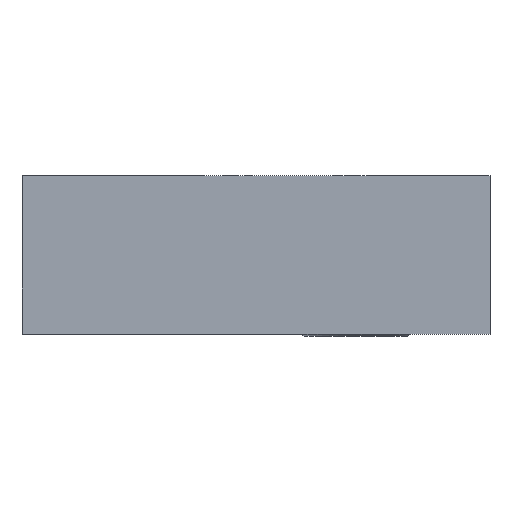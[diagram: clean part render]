
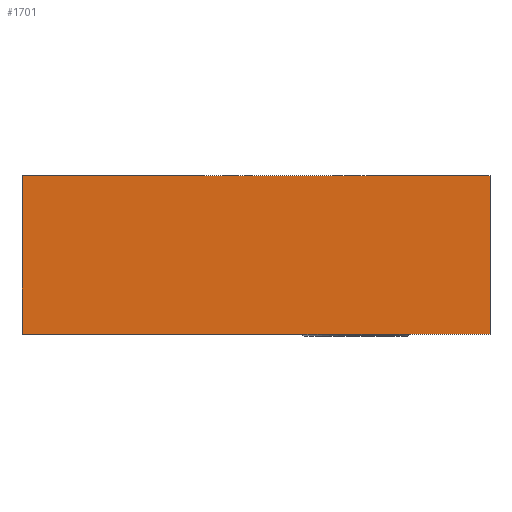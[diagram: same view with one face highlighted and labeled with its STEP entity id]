
A CAD part, left-side view. The second image highlights one B-rep face of the part: STEP entity #1701.
In plain terms, the highlighted planar face has unit normal (-1, 0, 0).
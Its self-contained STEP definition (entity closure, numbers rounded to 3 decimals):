
#1021 = AXIS2_PLACEMENT_3D ( 'NONE', #9997, #4398, #17777 ) ;
#1701 = ADVANCED_FACE ( 'NONE', ( #3573 ), #18895, .F. ) ;
#2749 = DIRECTION ( 'NONE',  ( 0., -1., 0. ) ) ;
#2764 = DIRECTION ( 'NONE',  ( 0., -1., 0. ) ) ;
#3257 = DIRECTION ( 'NONE',  ( 0., 0., 1. ) ) ;
#3573 = FACE_OUTER_BOUND ( 'NONE', #5447, .T. ) ;
#3656 = CARTESIAN_POINT ( 'NONE',  ( -38., 54., 18.3 ) ) ;
#4316 = CARTESIAN_POINT ( 'NONE',  ( -38., -54., 18.3 ) ) ;
#4398 = DIRECTION ( 'NONE',  ( 1., 0., 0. ) ) ;
#5447 = EDGE_LOOP ( 'NONE', ( #9489, #9433, #5822, #6606 ) ) ;
#5541 = VERTEX_POINT ( 'NONE', #3656 ) ;
#5822 = ORIENTED_EDGE ( 'NONE', *, *, #17314, .F. ) ;
#6435 = CARTESIAN_POINT ( 'NONE',  ( -38., 54., -18.3 ) ) ;
#6606 = ORIENTED_EDGE ( 'NONE', *, *, #7070, .T. ) ;
#7070 = EDGE_CURVE ( 'NONE', #9087, #18792, #12803, .T. ) ;
#8566 = CARTESIAN_POINT ( 'NONE',  ( -38., 54., 18.3 ) ) ;
#9087 = VERTEX_POINT ( 'NONE', #6435 ) ;
#9433 = ORIENTED_EDGE ( 'NONE', *, *, #17324, .F. ) ;
#9489 = ORIENTED_EDGE ( 'NONE', *, *, #15473, .T. ) ;
#9925 = VERTEX_POINT ( 'NONE', #4316 ) ;
#9997 = CARTESIAN_POINT ( 'NONE',  ( -38., 54., -18.3 ) ) ;
#10611 = CARTESIAN_POINT ( 'NONE',  ( -38., -54., -18.3 ) ) ;
#12104 = VECTOR ( 'NONE', #18988, 1000. ) ;
#12803 = LINE ( 'NONE', #14347, #17661 ) ;
#13108 = VECTOR ( 'NONE', #3257, 1000. ) ;
#14347 = CARTESIAN_POINT ( 'NONE',  ( -38., 54., -18.3 ) ) ;
#15473 = EDGE_CURVE ( 'NONE', #18792, #9925, #17981, .T. ) ;
#16068 = LINE ( 'NONE', #18744, #12104 ) ;
#16503 = VECTOR ( 'NONE', #2749, 1000. ) ;
#17314 = EDGE_CURVE ( 'NONE', #9087, #5541, #16068, .T. ) ;
#17324 = EDGE_CURVE ( 'NONE', #5541, #9925, #18621, .T. ) ;
#17661 = VECTOR ( 'NONE', #2764, 1000. ) ;
#17777 = DIRECTION ( 'NONE',  ( 0., 0., -1. ) ) ;
#17981 = LINE ( 'NONE', #10611, #13108 ) ;
#18621 = LINE ( 'NONE', #8566, #16503 ) ;
#18744 = CARTESIAN_POINT ( 'NONE',  ( -38., 54., -18.3 ) ) ;
#18792 = VERTEX_POINT ( 'NONE', #19002 ) ;
#18895 = PLANE ( 'NONE',  #1021 ) ;
#18988 = DIRECTION ( 'NONE',  ( 0., 0., 1. ) ) ;
#19002 = CARTESIAN_POINT ( 'NONE',  ( -38., -54., -18.3 ) ) ;
